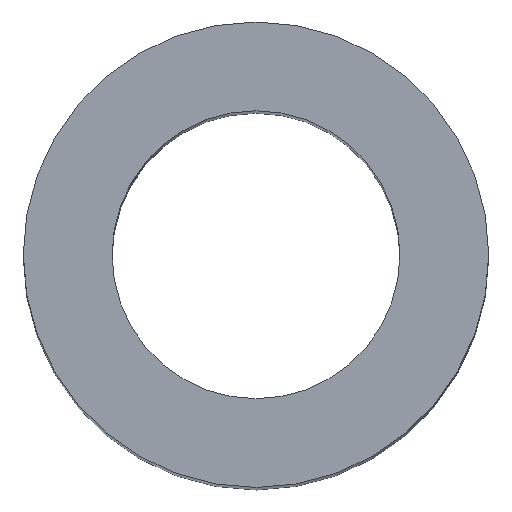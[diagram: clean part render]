
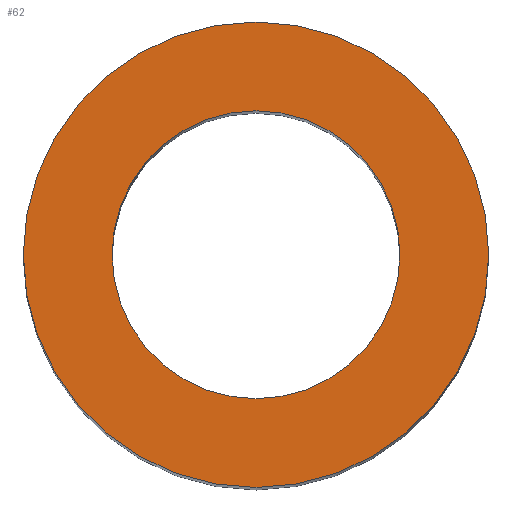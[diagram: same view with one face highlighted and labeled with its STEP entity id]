
A CAD part, top view. The second image highlights one B-rep face of the part: STEP entity #62.
In plain terms, the highlighted planar face has unit normal (0, 0, 1).
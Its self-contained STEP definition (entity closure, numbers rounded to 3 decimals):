
#15=FACE_BOUND('',#25,.T.);
#17=PLANE('',#82);
#20=FACE_OUTER_BOUND('',#24,.T.);
#24=EDGE_LOOP('',(#51));
#25=EDGE_LOOP('',(#52));
#33=CIRCLE('',#80,9.7);
#35=CIRCLE('',#83,6.);
#37=VERTEX_POINT('',#109);
#39=VERTEX_POINT('',#115);
#41=EDGE_CURVE('',#37,#37,#33,.T.);
#44=EDGE_CURVE('',#39,#39,#35,.T.);
#51=ORIENTED_EDGE('',*,*,#41,.T.);
#52=ORIENTED_EDGE('',*,*,#44,.T.);
#62=ADVANCED_FACE('',(#20,#15),#17,.T.);
#80=AXIS2_PLACEMENT_3D('',#110,#91,#92);
#82=AXIS2_PLACEMENT_3D('',#114,#96,#97);
#83=AXIS2_PLACEMENT_3D('',#116,#98,#99);
#91=DIRECTION('center_axis',(0.,0.,1.));
#92=DIRECTION('ref_axis',(-1.,0.,0.));
#96=DIRECTION('center_axis',(0.,0.,1.));
#97=DIRECTION('ref_axis',(1.,0.,0.));
#98=DIRECTION('center_axis',(0.,0.,-1.));
#99=DIRECTION('ref_axis',(-1.,0.,0.));
#109=CARTESIAN_POINT('',(9.7,0.,60.));
#110=CARTESIAN_POINT('Origin',(0.,0.,60.));
#114=CARTESIAN_POINT('Origin',(0.,0.,60.));
#115=CARTESIAN_POINT('',(6.,0.,60.));
#116=CARTESIAN_POINT('Origin',(0.,0.,60.));
